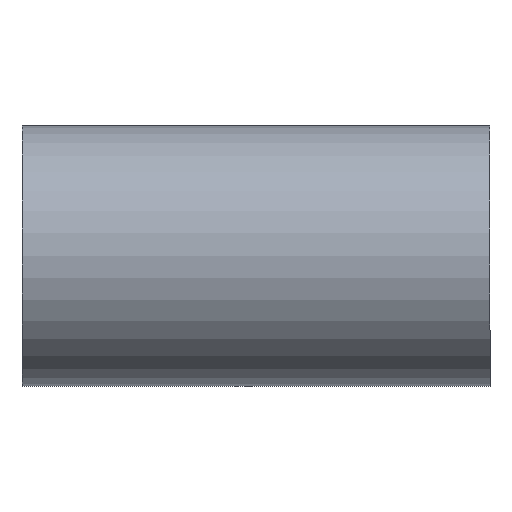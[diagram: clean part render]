
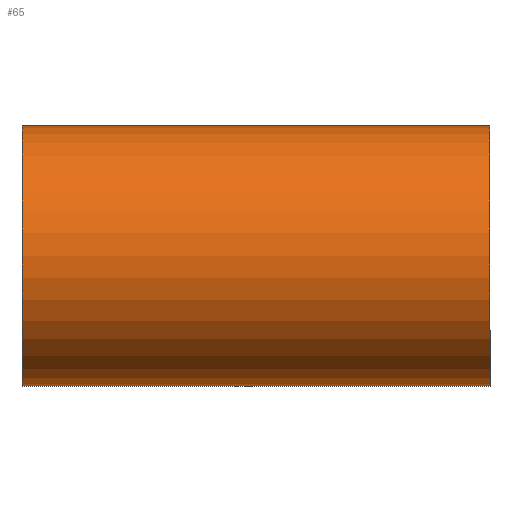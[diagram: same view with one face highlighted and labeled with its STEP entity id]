
A CAD part, top view. The second image highlights one B-rep face of the part: STEP entity #65.
In plain terms, the highlighted cylindrical face has radius 19.05 mm (diameter 38.1 mm), a partial arc.
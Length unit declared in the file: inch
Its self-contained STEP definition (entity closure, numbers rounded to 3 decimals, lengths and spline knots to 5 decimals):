
#24 = DIRECTION ( 'NONE',  ( 1., 0., 0. ) ) ;
#34 = DIRECTION ( 'NONE',  ( 1., 0., 0. ) ) ;
#37 = AXIS2_PLACEMENT_3D ( 'NONE', #474, #308, #97 ) ;
#51 = ORIENTED_EDGE ( 'NONE', *, *, #516, .T. ) ;
#65 = ADVANCED_FACE ( 'NONE', ( #392 ), #378, .T. ) ;
#89 = EDGE_CURVE ( 'NONE', #600, #486, #513, .T. ) ;
#97 = DIRECTION ( 'NONE',  ( 0., 1., 0. ) ) ;
#110 = AXIS2_PLACEMENT_3D ( 'NONE', #393, #24, #339 ) ;
#142 = EDGE_LOOP ( 'NONE', ( #423, #51, #510, #315 ) ) ;
#152 = CARTESIAN_POINT ( 'NONE',  ( 0., 0.75, 0. ) ) ;
#239 = VERTEX_POINT ( 'NONE', #352 ) ;
#241 = VECTOR ( 'NONE', #310, 39.37008 ) ;
#257 = CARTESIAN_POINT ( 'NONE',  ( 0., 0.75, 0. ) ) ;
#265 = EDGE_CURVE ( 'NONE', #600, #239, #567, .T. ) ;
#291 = CARTESIAN_POINT ( 'NONE',  ( 0., -0.75, 0. ) ) ;
#308 = DIRECTION ( 'NONE',  ( 1., 0., 0. ) ) ;
#310 = DIRECTION ( 'NONE',  ( 1., 0., 0. ) ) ;
#315 = ORIENTED_EDGE ( 'NONE', *, *, #89, .F. ) ;
#339 = DIRECTION ( 'NONE',  ( 0., 1., 0. ) ) ;
#347 = DIRECTION ( 'NONE',  ( 0., 1., 0. ) ) ;
#352 = CARTESIAN_POINT ( 'NONE',  ( -2.697, -0.75, 0. ) ) ;
#359 = VECTOR ( 'NONE', #466, 39.37008 ) ;
#367 = CARTESIAN_POINT ( 'NONE',  ( -2.697, 0.75, 0. ) ) ;
#378 = CYLINDRICAL_SURFACE ( 'NONE', #37, 0.75 ) ;
#392 = FACE_OUTER_BOUND ( 'NONE', #142, .T. ) ;
#393 = CARTESIAN_POINT ( 'NONE',  ( 0., 0., 0. ) ) ;
#401 = CARTESIAN_POINT ( 'NONE',  ( -2.697, 0., 0. ) ) ;
#406 = EDGE_CURVE ( 'NONE', #486, #451, #532, .T. ) ;
#423 = ORIENTED_EDGE ( 'NONE', *, *, #265, .T. ) ;
#451 = VERTEX_POINT ( 'NONE', #291 ) ;
#466 = DIRECTION ( 'NONE',  ( 1., 0., 0. ) ) ;
#474 = CARTESIAN_POINT ( 'NONE',  ( 0., 0., 0. ) ) ;
#486 = VERTEX_POINT ( 'NONE', #152 ) ;
#510 = ORIENTED_EDGE ( 'NONE', *, *, #406, .F. ) ;
#513 = LINE ( 'NONE', #257, #359 ) ;
#516 = EDGE_CURVE ( 'NONE', #239, #451, #607, .T. ) ;
#532 = CIRCLE ( 'NONE', #110, 0.75 ) ;
#552 = AXIS2_PLACEMENT_3D ( 'NONE', #401, #34, #347 ) ;
#567 = CIRCLE ( 'NONE', #552, 0.75 ) ;
#600 = VERTEX_POINT ( 'NONE', #367 ) ;
#607 = LINE ( 'NONE', #685, #241 ) ;
#685 = CARTESIAN_POINT ( 'NONE',  ( 0., -0.75, 0. ) ) ;
